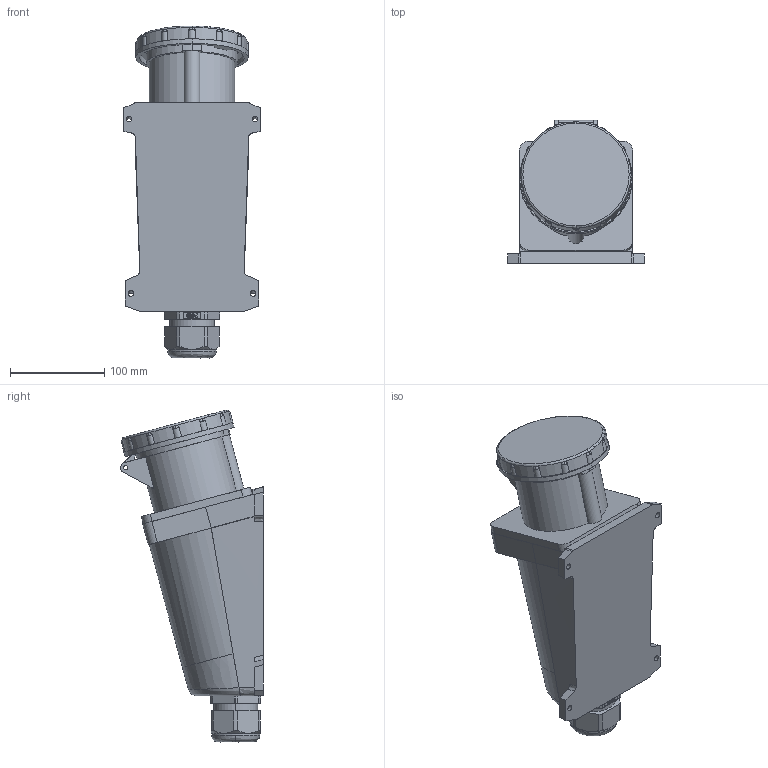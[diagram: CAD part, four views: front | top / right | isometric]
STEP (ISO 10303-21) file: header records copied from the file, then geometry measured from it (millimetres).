
FILE_DESCRIPTION (( 'STEP AP214' ), '1' );
FILE_NAME ('PSR12-125-5 Ðîçåòêà 145 ñòàöèîíàðíàÿ 3Ð+ÐÅ+N 125À 380Â IP54 ÈÝÊ.STEP', '2017-03-10T08:26:46', ( '' ), ( '' ), 'SwSTEP 2.0', 'SolidWorks 2014', '' );
FILE_SCHEMA (( 'AUTOMOTIVE_DESIGN' ));
Length unit declared in the file: millimetre
Products named in the file (1): PSR12-125-5 Ðîçåòêà 145 ñòàöèîíàðíàÿ 3Ð+ÐÅ+N 125À 380Â IP54 ÈÝÊ
Bounding box: 145 x 152 x 353.06 mm (x, y, z)
Volume: 1425321.8 mm3; surface area: 445487.5 mm2
Topology: 17 solids, 17 shells, 991 faces, 2775 edges, 1831 vertices
Faces by surface type: plane 530, cylinder 306, bspline 113, torus 26, cone 16
Entity records: 42092 total; most frequent: CARTESIAN_POINT 16676, ORIENTED_EDGE 5550, DIRECTION 4905, EDGE_CURVE 2775, VERTEX_POINT 1831, AXIS2_PLACEMENT_3D 1751, VECTOR 1403, LINE 1403
